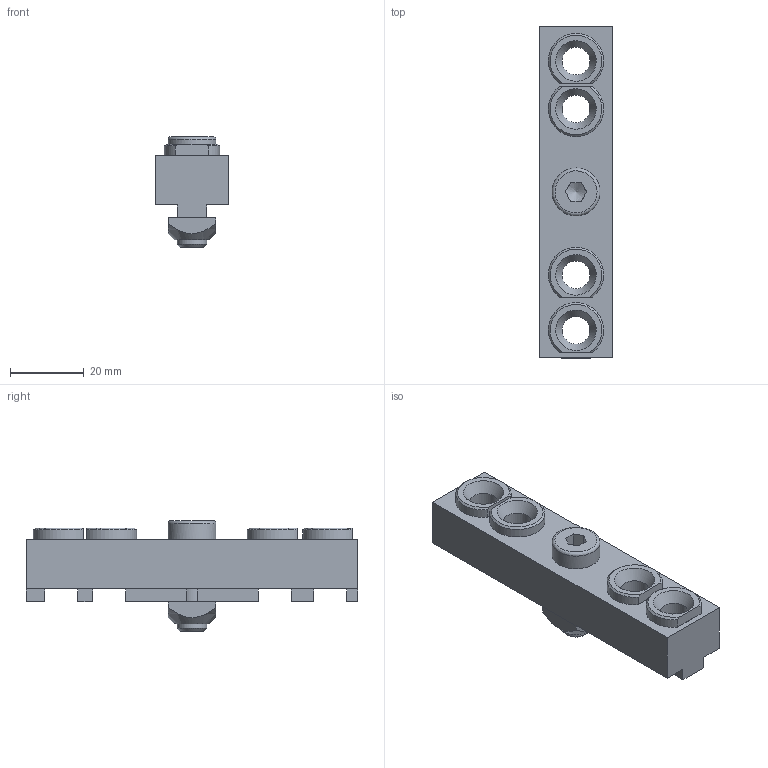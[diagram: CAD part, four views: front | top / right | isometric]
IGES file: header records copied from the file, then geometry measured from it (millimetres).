
Global section: file name: 990017; native system: Autodesk Inventor 2018; preprocessor: unknown; author: Coufal; date: 20190119.071251; units: millimetre
Bounding box: 20 x 90 x 30 mm (x, y, z)
Volume: 24755.3 mm3; surface area: 14412.8 mm2
Topology: 7 solids, 7 shells, 94 faces, 270 edges, 182 vertices
Faces by surface type: bspline 94
